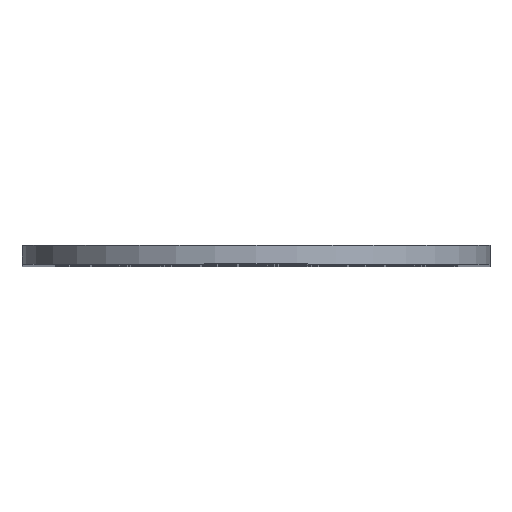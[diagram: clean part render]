
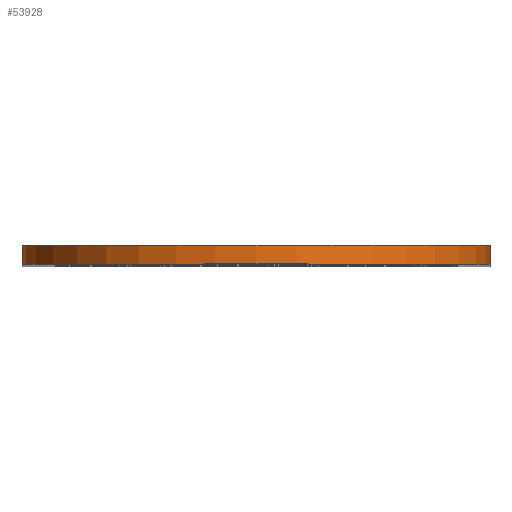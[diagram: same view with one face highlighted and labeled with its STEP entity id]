
A CAD part, top view. The second image highlights one B-rep face of the part: STEP entity #53928.
In plain terms, the highlighted cylindrical face has radius 36.979 mm (diameter 73.958 mm), a partial arc.
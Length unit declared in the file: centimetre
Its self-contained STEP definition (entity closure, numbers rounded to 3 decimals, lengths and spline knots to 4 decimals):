
#18=CYLINDRICAL_SURFACE('',#56395,3.6979);
#21=CIRCLE('',#53992,3.6979);
#30=CIRCLE('',#56396,3.6979);
#7370=LINE('',#84816,#14714);
#7371=LINE('',#84817,#14715);
#14714=VECTOR('',#68641,1.);
#14715=VECTOR('',#68642,1.);
#18097=FACE_OUTER_BOUND('',#21015,.T.);
#21015=EDGE_LOOP('',(#46563,#46564,#46565,#46566));
#21745=VERTEX_POINT('',#70450);
#21748=VERTEX_POINT('',#70455);
#26533=VERTEX_POINT('',#84813);
#26534=VERTEX_POINT('',#84814);
#26834=EDGE_CURVE('',#21748,#21745,#21,.T.);
#34011=EDGE_CURVE('',#26533,#26534,#30,.T.);
#34012=EDGE_CURVE('',#26534,#21745,#7370,.T.);
#34013=EDGE_CURVE('',#26533,#21748,#7371,.T.);
#46563=ORIENTED_EDGE('',*,*,#34011,.T.);
#46564=ORIENTED_EDGE('',*,*,#34012,.T.);
#46565=ORIENTED_EDGE('',*,*,#26834,.F.);
#46566=ORIENTED_EDGE('',*,*,#34013,.F.);
#53928=ADVANCED_FACE('',(#18097),#18,.T.);
#53992=AXIS2_PLACEMENT_3D('',#70457,#56663,#56664);
#56395=AXIS2_PLACEMENT_3D('',#84812,#68637,#68638);
#56396=AXIS2_PLACEMENT_3D('',#84815,#68639,#68640);
#56663=DIRECTION('center_axis',(0.,1.,0.));
#56664=DIRECTION('ref_axis',(-1.,0.,0.));
#68637=DIRECTION('center_axis',(0.,1.,0.));
#68638=DIRECTION('ref_axis',(-1.,0.,0.));
#68639=DIRECTION('center_axis',(0.,1.,0.));
#68640=DIRECTION('ref_axis',(-1.,0.,0.));
#68641=DIRECTION('',(0.,1.,0.));
#68642=DIRECTION('',(0.,1.,0.));
#70450=CARTESIAN_POINT('',(3.6836,0.3,9.8522));
#70455=CARTESIAN_POINT('',(-3.7122,0.3,9.8522));
#70457=CARTESIAN_POINT('Origin',(-0.0143,0.3,9.8522));
#84812=CARTESIAN_POINT('Origin',(-0.0143,0.,9.8522));
#84813=CARTESIAN_POINT('',(-3.7122,0.,9.8522));
#84814=CARTESIAN_POINT('',(3.6836,0.,9.8522));
#84815=CARTESIAN_POINT('Origin',(-0.0143,0.,9.8522));
#84816=CARTESIAN_POINT('',(3.6836,0.,9.8522));
#84817=CARTESIAN_POINT('',(-3.7122,0.,9.8522));
